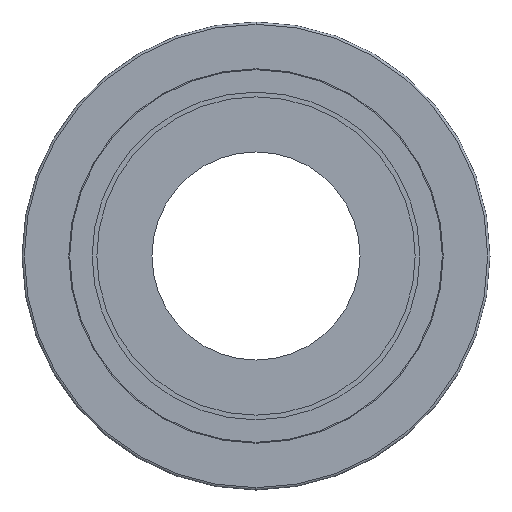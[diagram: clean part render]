
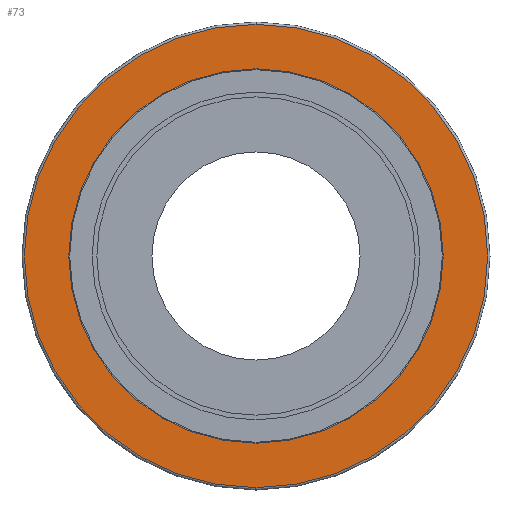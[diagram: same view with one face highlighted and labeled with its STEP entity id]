
A CAD part, left-side view. The second image highlights one B-rep face of the part: STEP entity #73.
In plain terms, the highlighted planar face has unit normal (-1, 0, 0).
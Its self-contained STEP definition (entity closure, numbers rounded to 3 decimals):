
#73=ADVANCED_FACE('',(#142,#143),#144,.T.);
#142=FACE_BOUND('',#220,.T.);
#143=FACE_OUTER_BOUND('',#221,.T.);
#144=PLANE('',#222);
#220=EDGE_LOOP('',(#427,#428));
#221=EDGE_LOOP('',(#429,#430,#431));
#222=AXIS2_PLACEMENT_3D('',#432,#433,#434);
#427=ORIENTED_EDGE('',*,*,#547,.T.);
#428=ORIENTED_EDGE('',*,*,#500,.T.);
#429=ORIENTED_EDGE('',*,*,#549,.T.);
#430=ORIENTED_EDGE('',*,*,#492,.T.);
#431=ORIENTED_EDGE('',*,*,#550,.T.);
#432=CARTESIAN_POINT('',(0.0,0.0,0.0));
#433=DIRECTION('',(-1.0,0.0,0.0));
#434=DIRECTION('',(0.0,0.0,1.0));
#492=EDGE_CURVE('',#568,#570,#572,.T.);
#500=EDGE_CURVE('',#582,#586,#588,.T.);
#547=EDGE_CURVE('',#586,#582,#664,.T.);
#549=EDGE_CURVE('',#666,#568,#667,.T.);
#550=EDGE_CURVE('',#570,#666,#668,.T.);
#568=VERTEX_POINT('',#690);
#570=VERTEX_POINT('',#692);
#572=CIRCLE('',#694,50.1);
#582=VERTEX_POINT('',#706);
#586=VERTEX_POINT('',#711);
#588=CIRCLE('',#714,40.48);
#664=CIRCLE('',#804,40.48);
#666=VERTEX_POINT('',#806);
#667=CIRCLE('',#807,50.1);
#668=CIRCLE('',#808,50.1);
#690=CARTESIAN_POINT('',(0.0,0.,50.1));
#692=CARTESIAN_POINT('',(0.0,0.,-50.1));
#694=AXIS2_PLACEMENT_3D('',#838,#839,#840);
#706=CARTESIAN_POINT('',(0.0,0.,-40.48));
#711=CARTESIAN_POINT('',(0.0,0.,40.48));
#714=AXIS2_PLACEMENT_3D('',#854,#855,#856);
#804=AXIS2_PLACEMENT_3D('',#967,#968,#969);
#806=CARTESIAN_POINT('',(0.,-50.1,0.));
#807=AXIS2_PLACEMENT_3D('',#973,#974,#975);
#808=AXIS2_PLACEMENT_3D('',#976,#977,#978);
#838=CARTESIAN_POINT('',(0.0,0.0,0.0));
#839=DIRECTION('',(-1.0,-0.0,0.0));
#840=DIRECTION('',(0.0,-1.0,0.));
#854=CARTESIAN_POINT('',(0.0,0.0,0.0));
#855=DIRECTION('',(1.0,0.0,0.0));
#856=DIRECTION('',(0.0,0.0,-1.0));
#967=CARTESIAN_POINT('',(0.0,0.0,0.0));
#968=DIRECTION('',(1.0,0.0,0.0));
#969=DIRECTION('',(0.0,0.0,-1.0));
#973=CARTESIAN_POINT('',(0.0,0.0,0.0));
#974=DIRECTION('',(-1.0,-0.0,0.0));
#975=DIRECTION('',(0.0,-1.0,0.));
#976=CARTESIAN_POINT('',(0.0,0.0,0.0));
#977=DIRECTION('',(-1.0,-0.0,0.0));
#978=DIRECTION('',(0.0,-1.0,0.));
